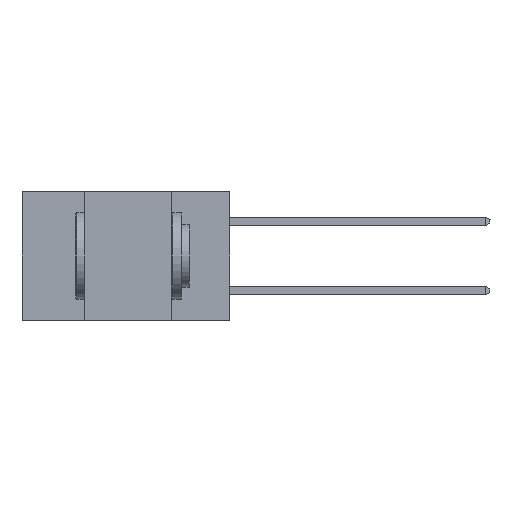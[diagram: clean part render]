
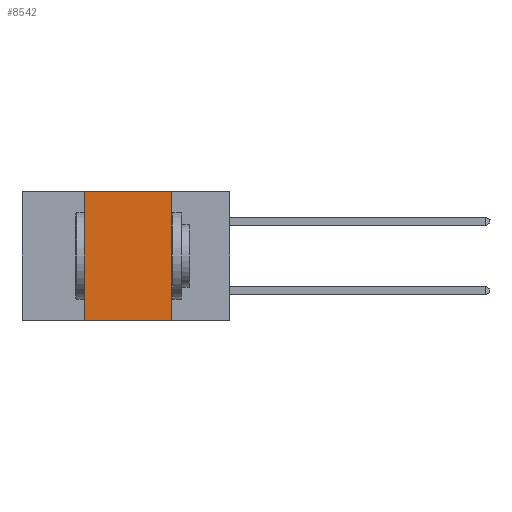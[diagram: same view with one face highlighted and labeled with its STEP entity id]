
A CAD part, left-side view. The second image highlights one B-rep face of the part: STEP entity #8542.
In plain terms, the highlighted planar face has unit normal (-1, 0, 0).
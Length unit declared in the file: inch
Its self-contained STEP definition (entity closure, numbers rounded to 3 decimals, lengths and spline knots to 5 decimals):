
#1037 = LINE ( 'NONE', #12961, #10832 ) ;
#2221 = LINE ( 'NONE', #7756, #16604 ) ;
#4037 = LINE ( 'NONE', #19399, #9664 ) ;
#4444 = CARTESIAN_POINT ( 'NONE',  ( 0., 0.42, -0.37 ) ) ;
#5023 = VERTEX_POINT ( 'NONE', #12516 ) ;
#5073 = CARTESIAN_POINT ( 'NONE',  ( 0., 0.17, -0.37 ) ) ;
#5188 = ORIENTED_EDGE ( 'NONE', *, *, #18145, .F. ) ;
#6918 = VERTEX_POINT ( 'NONE', #5073 ) ;
#7118 = CARTESIAN_POINT ( 'NONE',  ( 0., 0.6, -0.37 ) ) ;
#7756 = CARTESIAN_POINT ( 'NONE',  ( 0., 0.42, -0.37 ) ) ;
#8542 = ADVANCED_FACE ( 'NONE', ( #16556 ), #24357, .F. ) ;
#8865 = DIRECTION ( 'NONE',  ( 0., 0., -1. ) ) ;
#9293 = LINE ( 'NONE', #7118, #14160 ) ;
#9594 = ORIENTED_EDGE ( 'NONE', *, *, #21433, .F. ) ;
#9664 = VECTOR ( 'NONE', #17496, 39.37008 ) ;
#10147 = ORIENTED_EDGE ( 'NONE', *, *, #21430, .F. ) ;
#10832 = VECTOR ( 'NONE', #8865, 39.37008 ) ;
#11870 = EDGE_LOOP ( 'NONE', ( #5188, #10147, #9594, #14304 ) ) ;
#12516 = CARTESIAN_POINT ( 'NONE',  ( 0., 0.17, 0. ) ) ;
#12716 = DIRECTION ( 'NONE',  ( 0., 0., -1. ) ) ;
#12961 = CARTESIAN_POINT ( 'NONE',  ( 0., 0.17, -0.37 ) ) ;
#14160 = VECTOR ( 'NONE', #17106, 39.37008 ) ;
#14304 = ORIENTED_EDGE ( 'NONE', *, *, #19903, .T. ) ;
#14639 = DIRECTION ( 'NONE',  ( 1., 0., 0. ) ) ;
#15553 = VERTEX_POINT ( 'NONE', #4444 ) ;
#15569 = DIRECTION ( 'NONE',  ( 0., 0., 1. ) ) ;
#16253 = AXIS2_PLACEMENT_3D ( 'NONE', #22445, #14639, #12716 ) ;
#16556 = FACE_OUTER_BOUND ( 'NONE', #11870, .T. ) ;
#16604 = VECTOR ( 'NONE', #15569, 39.37008 ) ;
#17106 = DIRECTION ( 'NONE',  ( 0., -1., 0. ) ) ;
#17171 = VERTEX_POINT ( 'NONE', #24652 ) ;
#17496 = DIRECTION ( 'NONE',  ( 0., -1., 0. ) ) ;
#18145 = EDGE_CURVE ( 'NONE', #5023, #6918, #1037, .T. ) ;
#19399 = CARTESIAN_POINT ( 'NONE',  ( 0., 0.6, 0. ) ) ;
#19903 = EDGE_CURVE ( 'NONE', #15553, #6918, #9293, .T. ) ;
#21430 = EDGE_CURVE ( 'NONE', #17171, #5023, #4037, .T. ) ;
#21433 = EDGE_CURVE ( 'NONE', #15553, #17171, #2221, .T. ) ;
#22445 = CARTESIAN_POINT ( 'NONE',  ( 0., 0.6, 0. ) ) ;
#24357 = PLANE ( 'NONE',  #16253 ) ;
#24652 = CARTESIAN_POINT ( 'NONE',  ( 0., 0.42, 0. ) ) ;
